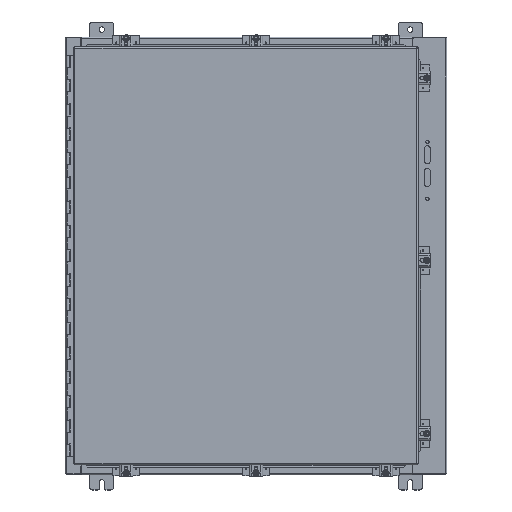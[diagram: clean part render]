
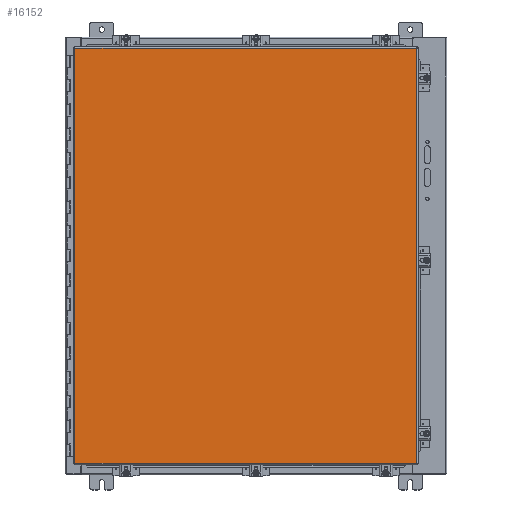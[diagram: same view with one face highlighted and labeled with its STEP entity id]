
A CAD part, top view. The second image highlights one B-rep face of the part: STEP entity #16152.
In plain terms, the highlighted planar face has unit normal (0, 0, 1).
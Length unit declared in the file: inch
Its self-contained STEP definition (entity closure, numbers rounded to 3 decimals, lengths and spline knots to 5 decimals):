
#2170=FACE_OUTER_BOUND('',#3062,.T.);
#3062=EDGE_LOOP('',(#13142,#13143,#13144,#13145));
#4538=LINE('',#26163,#6022);
#4544=LINE('',#26244,#6028);
#4550=LINE('',#26326,#6034);
#4557=LINE('',#26407,#6041);
#6022=VECTOR('',#20959,34.1645);
#6028=VECTOR('',#20973,28.13325);
#6034=VECTOR('',#20987,34.1645);
#6041=VECTOR('',#21004,28.13325);
#7330=VERTEX_POINT('',#26154);
#7331=VERTEX_POINT('',#26162);
#7334=VERTEX_POINT('',#26236);
#7338=VERTEX_POINT('',#26318);
#9325=EDGE_CURVE('',#7331,#7330,#4538,.T.);
#9335=EDGE_CURVE('',#7330,#7334,#4544,.T.);
#9345=EDGE_CURVE('',#7334,#7338,#4550,.T.);
#9356=EDGE_CURVE('',#7338,#7331,#4557,.T.);
#13142=ORIENTED_EDGE('',*,*,#9325,.T.);
#13143=ORIENTED_EDGE('',*,*,#9335,.T.);
#13144=ORIENTED_EDGE('',*,*,#9345,.T.);
#13145=ORIENTED_EDGE('',*,*,#9356,.T.);
#14785=PLANE('',#17372);
#16152=ADVANCED_FACE('',(#2170),#14785,.T.);
#17372=AXIS2_PLACEMENT_3D('',#26475,#21014,#21015);
#20959=DIRECTION('',(0.,1.,0.));
#20973=DIRECTION('',(-1.,0.,0.));
#20987=DIRECTION('',(0.,-1.,0.));
#21004=DIRECTION('',(1.,0.,0.));
#21014=DIRECTION('center_axis',(0.,0.,1.));
#21015=DIRECTION('ref_axis',(1.,0.,0.));
#26154=CARTESIAN_POINT('',(28.2385,34.26975,0.074));
#26162=CARTESIAN_POINT('',(28.2385,0.10525,0.074));
#26163=CARTESIAN_POINT('',(28.2385,8.64638,0.074));
#26236=CARTESIAN_POINT('',(0.10525,34.26975,0.074));
#26244=CARTESIAN_POINT('',(21.20519,34.26975,0.074));
#26318=CARTESIAN_POINT('',(0.10525,0.10525,0.074));
#26326=CARTESIAN_POINT('',(0.10525,25.72863,0.074));
#26407=CARTESIAN_POINT('',(7.13856,0.10525,0.074));
#26475=CARTESIAN_POINT('Origin',(14.17188,17.1875,0.074));
